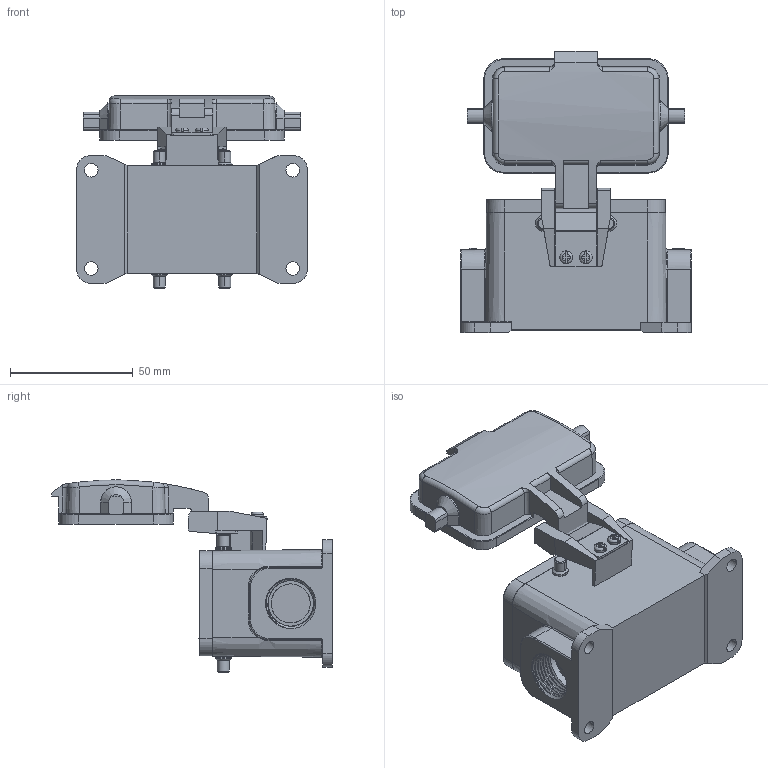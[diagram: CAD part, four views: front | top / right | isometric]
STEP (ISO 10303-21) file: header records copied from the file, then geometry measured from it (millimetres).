
FILE_DESCRIPTION(/* description */ (''),/* implementation_level */ '2;1');
FILE_NAME(/* name */ '3D_1240102701002_HV10B-SF-4B-CV-M20_V1.1.STP',/* time_stamp */ '2023-12-20T14:44:10+08:00',/* author */ (''),/* organization */ (''),/* preprocessor_version */ 'ST-DEVELOPER v18.1',/* originating_system */ 'SIEMENS PLM Software NX 1980',/* authorisation */ '');
FILE_SCHEMA (('AUTOMOTIVE_DESIGN { 1 0 10303 214 3 1 1 1 }'));
Length unit declared in the file: millimetre
Products named in the file (1): 14593A38CB82xyum
Bounding box: 94 x 114.38 x 78.17 mm (x, y, z)
Volume: 97782.8 mm3; surface area: 57598.4 mm2
Topology: 12 solids, 12 shells, 1014 faces, 2716 edges, 1743 vertices
Faces by surface type: cylinder 438, plane 394, cone 76, torus 74, bspline 25, sphere 7
Full cylindrical faces by diameter (mm): 2.65 x3, 3 x4, 4 x2, 15.9 x1, 18.5 x6, 21.3 x1
Entity records: 40396 total; most frequent: CARTESIAN_POINT 16071, ORIENTED_EDGE 5308, DIRECTION 4678, EDGE_CURVE 2654, VERTEX_POINT 1718, AXIS2_PLACEMENT_3D 1679, LINE 1320, VECTOR 1320
